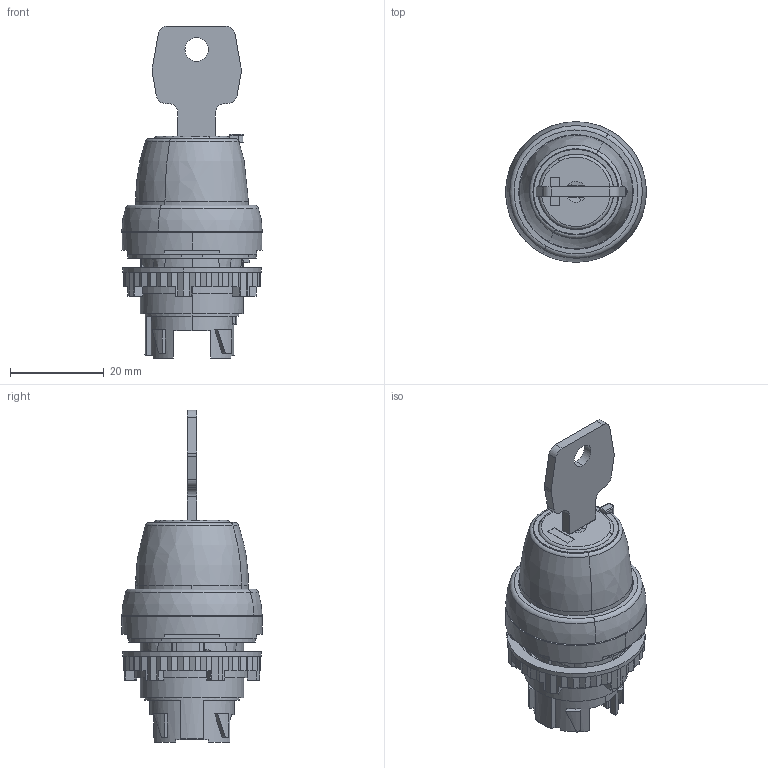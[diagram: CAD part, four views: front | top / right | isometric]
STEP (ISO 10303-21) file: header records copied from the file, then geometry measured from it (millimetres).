
FILE_DESCRIPTION(('CATIA V5 STEP Exchange','CAx-IF Rec.Pracs.--- Model Styling and Organization---1.2---2011-12-15'),'2;1');
FILE_NAME('L21NK00.stp','2017-01-23T09:17:30+00:00',('none'),('none'),'CATIA Version 5-6 Release 2014 SP4','CATIA V5 STEP AP214','none');
FILE_SCHEMA(('AUTOMOTIVE_DESIGN { 1 0 10303 214 1 1 1 1 }'));
Length unit declared in the file: millimetre
Products named in the file (13): L21NK00; 074226001; 034367000; 031100000; 054545000; 055511000; 051905000; 051904000; 056017000; 032160000; cle; 056021000; 039717000
Assembly tree (12 placements, depth 2):
  L21NK00
    074226001
    034367000
    031100000
    054545000
    055511000
    051905000
    051904000
    056017000
    032160000
    cle
    056021000
    039717000
Bounding box: 29.9 x 29.9 x 70.66 mm (x, y, z)
Volume: 15216.7 mm3; surface area: 20178.5 mm2
Topology: 13 solids, 13 shells, 1242 faces, 3433 edges, 2238 vertices
Faces by surface type: plane 644, cylinder 382, cone 82, torus 80, bspline 28, extrusion 12, revolution 8, sphere 6
Entity records: 39945 total; most frequent: CARTESIAN_POINT 9554, ORIENTED_EDGE 6858, DIRECTION 4705, EDGE_CURVE 3429, VERTEX_POINT 2238, AXIS2_PLACEMENT_3D 2005, VECTOR 1833, LINE 1821
